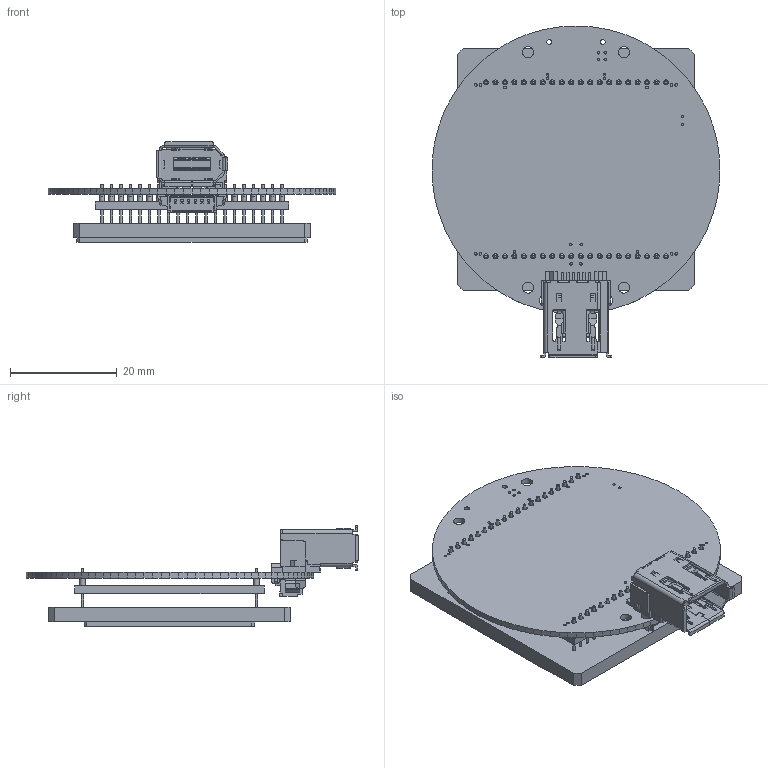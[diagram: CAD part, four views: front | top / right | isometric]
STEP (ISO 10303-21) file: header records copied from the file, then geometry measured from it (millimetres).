
FILE_DESCRIPTION(('Open CASCADE Model'),'2;1');
FILE_NAME('Open CASCADE Shape Model','2012-10-26T18:49:57',('Author'),( 'Open CASCADE'),'Open CASCADE STEP processor 6.2','Open CASCADE 6.2' ,'Unknown');
FILE_SCHEMA(('AUTOMOTIVE_DESIGN { 1 0 10303 214 1 1 1 1 }'));
Length unit declared in the file: millimetre
Products named in the file (9): PCB; Board; Free-Models; KAI-16000; Socket; 534620621_new; 532610671; Open CASCADE STEP translator 6.2 6.2.4.1; Open CASCADE STEP translator 6.2 6.2.4.2
Assembly tree (8 placements, depth 4):
  PCB
    Board
    Free-Models
      KAI-16000
      Socket
      534620621_new
      532610671
        Open CASCADE STEP translator 6.2 6.2.4.1
        Open CASCADE STEP translator 6.2 6.2.4.2
Bounding box: 54.02 x 62.31 x 18.85 mm (x, y, z)
Volume: 9806.2 mm3; surface area: 18499.6 mm2
Topology: 87 solids, 93 shells, 1559 faces, 3864 edges, 2573 vertices
Faces by surface type: plane 1097, cylinder 396, cone 40, bspline 12, sphere 8, torus 4, extrusion 2
Full cylindrical faces by diameter (mm): 0.46 x40, 0.5 x106, 0.95 x42, 1 x80, 1.4 x1, 1.5 x2, 1.65 x1, 2.1 x6, 2.54 x3
Entity records: 101601 total; most frequent: CARTESIAN_POINT 25460, DIRECTION 13557, VECTOR 8338, LINE 8336, ORIENTED_EDGE 7634, PCURVE 7634, DEFINITIONAL_REPRESENTATION 7634, EDGE_CURVE 3817
